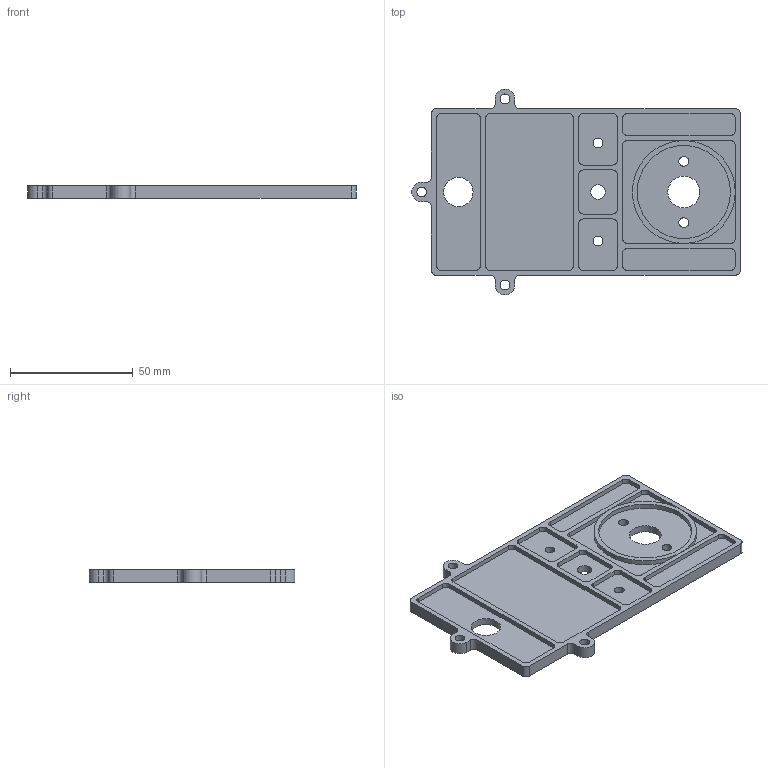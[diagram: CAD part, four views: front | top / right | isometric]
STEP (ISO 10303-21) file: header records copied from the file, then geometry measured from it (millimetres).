
FILE_DESCRIPTION(('STEP AP242'), '1');
FILE_NAME('itemRS550Box', '', ('UNSPECIFIED'), ('UNSPECIFIED'), 'C3D Converter', 'C3D Toolkit', '');
FILE_SCHEMA(('AP242_MANAGED_MODEL_BASED_3D_ENGINEERING_MIM_LF { 1 0 10303 442 1 1 4 }'));
Length unit declared in the file: millimetre
Bounding box: 134 x 84 x 5 mm (x, y, z)
Volume: 28749.6 mm3; surface area: 21874.8 mm2
Topology: 1 solids, 1 shells, 116 faces, 312 edges, 207 vertices
Faces by surface type: plane 59, cylinder 57
Full cylindrical faces by diameter (mm): 4 x7, 6 x1, 12 x1, 13 x1, 38 x1, 42 x1
Entity records: 3684 total; most frequent: DIRECTION 651, CARTESIAN_POINT 624, ORIENTED_EDGE 600, EDGE_CURVE 300, AXIS2_PLACEMENT_3D 234, VERTEX_POINT 207, LINE 183, VECTOR 183
